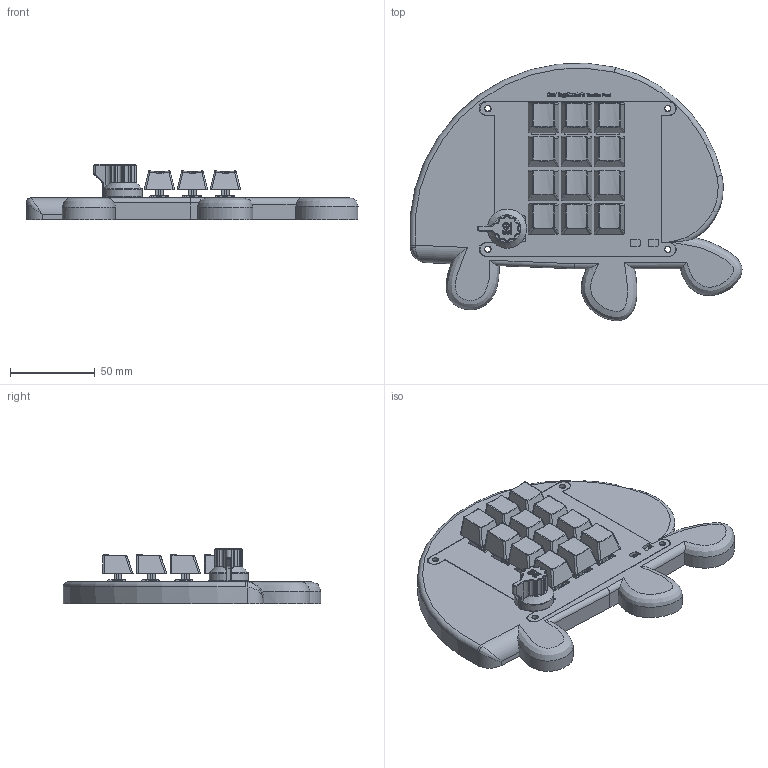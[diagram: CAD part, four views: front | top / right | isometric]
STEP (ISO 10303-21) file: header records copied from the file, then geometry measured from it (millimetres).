
FILE_DESCRIPTION(/* description */ (''),/* implementation_level */ '2;1');
FILE_NAME(/* name */ 'Assembled Turtlepad! v11.step',/* time_stamp */ '2025-03-29T14:53:03-07:00',/* author */ (''),/* organization */ (''),/* preprocessor_version */ 'ST-DEVELOPER v20.1',/* originating_system */ 'Autodesk Translation Framework v14.4.0.0',/* authorisation */ '');
FILE_SCHEMA (('AUTOMOTIVE_DESIGN { 1 0 10303 214 3 1 1 }'));
Length unit declared in the file: millimetre
Products named in the file (96): Assembled Turtlepad!; root; Seeed Studio XIAO RP2040; Tiny stuff; LED; LED_1; Programmer port or something; USB-C bits; Power probably; Main terminals; Right; Left; Knob; Knob_1; cherry mx v28; Cherry MX keycaps v32; 1x1; Turtlepad Plate; Turtlepad Frame; Turtlepad Structure/case; Turtlepad Structure; cherry mx v28_1; Cherry MX keycaps v32_1; 1x1_1; cherry mx v28_2; Cherry MX keycaps v32_2; 1x1_2; cherry mx v28_3; Cherry MX keycaps v32_3; 1x1_3; cherry mx v28_4; Cherry MX keycaps v32_4; 1x1_4; cherry mx v28_5; Cherry MX keycaps v32_5; 1x1_5; cherry mx v28_6; Cherry MX keycaps v32_6; 1x1_6; cherry mx v28_7 ...
Assembly tree (238 placements, depth 5):
  Assembled Turtlepad!
    root
      Seeed Studio XIAO RP2040
        Tiny stuff
        LED
        LED_1
        Programmer port or something
        USB-C bits
        Power probably
        Main terminals
          Right
          Left
    Knob
      Knob_1
    cherry mx v28
      Component1
      Component2
    Cherry MX keycaps v32
      1x1
        1x1 R1 v23
        1x1 R2 v8
        1x1 R3 v8
        1x1 R4 v6
      1x1.5
        1x1.5 R1 v4
        1x1.5 R3 v6
        1x1.5 R4 v5
        1x1.5 R2 v5
      1x1.25
        1x1.25 R1 v7
        1x1.25 R2 v4
        1x1.25 R4 v6
        1x1.25 R3 v5
      1x1.75
        1x1.75 R1 v6
        1x1.75 R2 v4
        1x1.75 R4 v4
        1x1.75 R3 v5
      1x2
        1x2 R1 v6
        1x2 R4 v6
        1x2 R3 v6
        1x2 R2 v6
      1x2.25
        1x2.25 R1 v6
        1x2.25 R2 v6
        1x2.25 R4 v6
        1x2.25 R3 v6
      1x2.5
        1x2.5 R1 v5
        1x2.5 R2 v7
        1x2.5 R3 v6
        1x2.5 R4 v5
      1x2.75
        1x2.75 R1 v3
        1x6.25 R1 v6
        1x2.75 R4 v3
        1x2.75 R3 v3
        1x2.75 R2 v4
    Turtlepad Plate
Bounding box: 196.41 x 152.28 x 32.85 mm (x, y, z)
Volume: 222517.8 mm3; surface area: 118448.7 mm2
Topology: 154 solids, 154 shells, 3405 faces, 8644 edges, 5664 vertices
Faces by surface type: plane 2351, cylinder 681, bspline 264, cone 75, sphere 26, torus 8
Full cylindrical faces by diameter (mm): 0.203 x98, 0.529 x2, 0.572 x8, 0.6 x2, 0.75 x13, 1 x3, 1.1 x2, 1.6 x24, 1.81 x2, 3.4 x4, 3.8 x4, 3.85 x12, 5.6 x12, 6 x4, 7.5 x1
Entity records: 56484 total; most frequent: CARTESIAN_POINT 13843, DIRECTION 8258, ORIENTED_EDGE 8156, EDGE_CURVE 4078, LINE 2868, VECTOR 2868, AXIS2_PLACEMENT_3D 2695, VERTEX_POINT 2683
